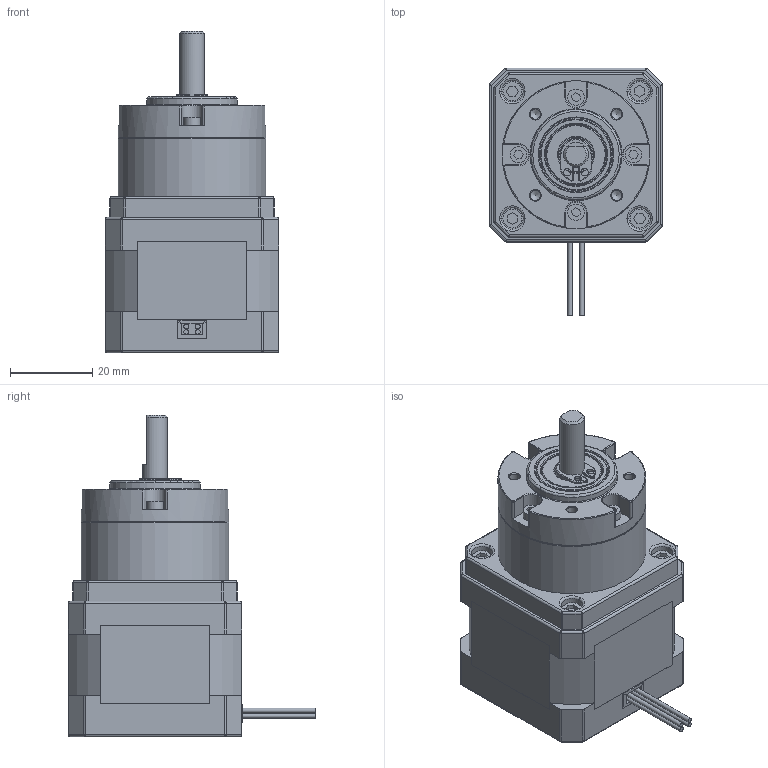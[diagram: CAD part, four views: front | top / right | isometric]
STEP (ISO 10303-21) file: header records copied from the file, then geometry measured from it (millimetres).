
FILE_DESCRIPTION(/* description */ ('STEP AP242 Edition 2','CAx-IF Rec.Pracs.---Representation and Presentation of Product Manufacturing Information (PMI)---4.0---2014-10-13','CAx-IF Rec.Pracs.---3D Tessellated Geometry---0.4---2014-09-14','2;1','CAx-IF Rec.Pracs.---User Defined Attributes---1.5---2016-08-15'),/* implementation_level */ '2;1');
FILE_NAME(/* name */ '6959d4eb1df1aa22cff6740e',/* time_stamp */ '2026-01-04T02:48:11Z',/* author */ (''),/* organization */ (''),/* preprocessor_version */ 'ST-DEVELOPER v20',/* originating_system */ 'ONSHAPE BY PTC INC, 1.208',/* authorisation */ ' ');
FILE_SCHEMA (('AP242_MANAGED_MODEL_BASED_3D_ENGINEERING_MIM_LF { 1 0 10303 442 3 1 4 }'));
Length unit declared in the file: metre
Products named in the file (1): 17HS13-0404S-PG5
Bounding box: 42.32 x 60.31 x 78.3 mm (x, y, z)
Volume: 87695.5 mm3; surface area: 14366.8 mm2
Topology: 1 solids, 1 shells, 483 faces, 1181 edges, 733 vertices
Faces by surface type: plane 251, cylinder 126, torus 74, sphere 24, cone 8
Full cylindrical faces by diameter (mm): 1.153 x4, 1.8 x2, 2.5 x4, 4 x4, 4.6 x4, 5 x5, 5.2 x4, 5.6 x5, 6 x1, 6.4 x1, 7 x1, 8 x1, 8.6 x1, 14.6 x1, 15.006 x1, 22 x1, 33.616 x1, 36 x2
Entity records: 15159 total; most frequent: CARTESIAN_POINT 2506, DIRECTION 2457, ORIENTED_EDGE 2200, EDGE_CURVE 1100, AXIS2_PLACEMENT_3D 936, VERTEX_POINT 719, FACE_BOUND 589, LINE 585
